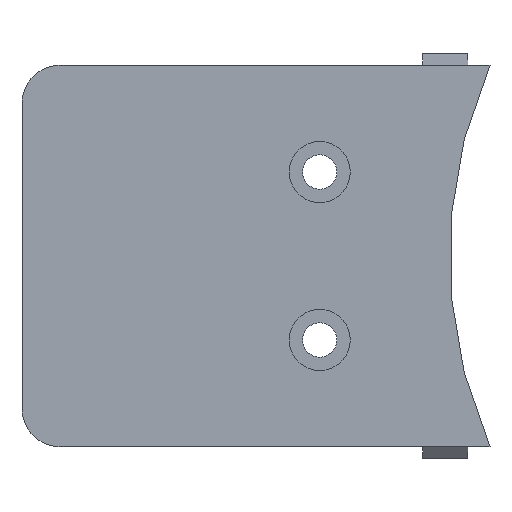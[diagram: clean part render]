
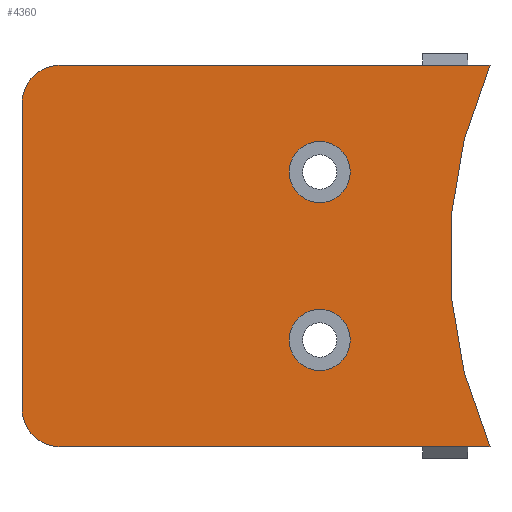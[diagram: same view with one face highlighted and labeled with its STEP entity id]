
A CAD part, front view. The second image highlights one B-rep face of the part: STEP entity #4360.
In plain terms, the highlighted planar face has unit normal (0, -1, 0).
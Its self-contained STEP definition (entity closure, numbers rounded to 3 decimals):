
#31=CIRCLE('',#4580,61.5);
#32=CIRCLE('',#4583,5.);
#33=CIRCLE('',#4584,5.);
#34=CIRCLE('',#4585,4.);
#35=CIRCLE('',#4586,4.);
#181=FACE_BOUND('',#651,.T.);
#182=FACE_BOUND('',#652,.T.);
#398=FACE_OUTER_BOUND('',#650,.T.);
#650=EDGE_LOOP('',(#3881,#3882,#3883,#3884,#3885,#3886));
#651=EDGE_LOOP('',(#3887));
#652=EDGE_LOOP('',(#3888));
#1171=LINE('',#7364,#1690);
#1173=LINE('',#7368,#1692);
#1174=LINE('',#7372,#1693);
#1690=VECTOR('',#5472,10.);
#1692=VECTOR('',#5476,10.);
#1693=VECTOR('',#5479,10.);
#2103=VERTEX_POINT('',#7357);
#2104=VERTEX_POINT('',#7359);
#2105=VERTEX_POINT('',#7363);
#2106=VERTEX_POINT('',#7367);
#2107=VERTEX_POINT('',#7369);
#2108=VERTEX_POINT('',#7371);
#2109=VERTEX_POINT('',#7374);
#2110=VERTEX_POINT('',#7376);
#2704=EDGE_CURVE('',#2103,#2104,#31,.T.);
#2705=EDGE_CURVE('',#2103,#2105,#1171,.T.);
#2707=EDGE_CURVE('',#2106,#2104,#1173,.T.);
#2708=EDGE_CURVE('',#2107,#2106,#32,.T.);
#2709=EDGE_CURVE('',#2108,#2107,#1174,.T.);
#2710=EDGE_CURVE('',#2105,#2108,#33,.T.);
#2711=EDGE_CURVE('',#2109,#2109,#34,.T.);
#2712=EDGE_CURVE('',#2110,#2110,#35,.T.);
#3881=ORIENTED_EDGE('',*,*,#2704,.T.);
#3882=ORIENTED_EDGE('',*,*,#2707,.F.);
#3883=ORIENTED_EDGE('',*,*,#2708,.F.);
#3884=ORIENTED_EDGE('',*,*,#2709,.F.);
#3885=ORIENTED_EDGE('',*,*,#2710,.F.);
#3886=ORIENTED_EDGE('',*,*,#2705,.F.);
#3887=ORIENTED_EDGE('',*,*,#2711,.T.);
#3888=ORIENTED_EDGE('',*,*,#2712,.T.);
#4138=PLANE('',#4582);
#4360=ADVANCED_FACE('',(#398,#181,#182),#4138,.F.);
#4580=AXIS2_PLACEMENT_3D('',#7361,#5468,#5469);
#4582=AXIS2_PLACEMENT_3D('',#7366,#5474,#5475);
#4583=AXIS2_PLACEMENT_3D('',#7370,#5477,#5478);
#4584=AXIS2_PLACEMENT_3D('',#7373,#5480,#5481);
#4585=AXIS2_PLACEMENT_3D('',#7375,#5482,#5483);
#4586=AXIS2_PLACEMENT_3D('',#7377,#5484,#5485);
#5468=DIRECTION('center_axis',(0.,1.,0.));
#5469=DIRECTION('ref_axis',(1.,0.,0.));
#5472=DIRECTION('',(-1.,0.,0.));
#5474=DIRECTION('center_axis',(0.,1.,0.));
#5475=DIRECTION('ref_axis',(0.,0.,1.));
#5476=DIRECTION('',(1.,0.,0.));
#5477=DIRECTION('center_axis',(0.,1.,0.));
#5478=DIRECTION('ref_axis',(-0.707,0.,0.707));
#5479=DIRECTION('',(0.,0.,1.));
#5480=DIRECTION('center_axis',(0.,1.,0.));
#5481=DIRECTION('ref_axis',(-0.707,0.,-0.707));
#5482=DIRECTION('center_axis',(0.,1.,0.));
#5483=DIRECTION('ref_axis',(1.,0.,0.));
#5484=DIRECTION('center_axis',(0.,1.,0.));
#5485=DIRECTION('ref_axis',(1.,0.,0.));
#7357=CARTESIAN_POINT('',(-56.189,0.,-25.));
#7359=CARTESIAN_POINT('',(-56.189,0.,25.));
#7361=CARTESIAN_POINT('Origin',(0.,0.,0.));
#7363=CARTESIAN_POINT('',(-112.5,0.,-25.));
#7364=CARTESIAN_POINT('',(-55.642,0.,-25.));
#7366=CARTESIAN_POINT('Origin',(-28.25,0.,0.));
#7367=CARTESIAN_POINT('',(-112.5,0.,25.));
#7368=CARTESIAN_POINT('',(-117.5,0.,25.));
#7369=CARTESIAN_POINT('',(-117.5,0.,20.));
#7370=CARTESIAN_POINT('Origin',(-112.5,0.,20.));
#7371=CARTESIAN_POINT('',(-117.5,0.,-20.));
#7372=CARTESIAN_POINT('',(-117.5,0.,-25.));
#7373=CARTESIAN_POINT('Origin',(-112.5,0.,-20.));
#7374=CARTESIAN_POINT('',(-82.5,0.,-11.));
#7375=CARTESIAN_POINT('Origin',(-78.5,0.,-11.));
#7376=CARTESIAN_POINT('',(-82.5,0.,11.));
#7377=CARTESIAN_POINT('Origin',(-78.5,0.,11.));
